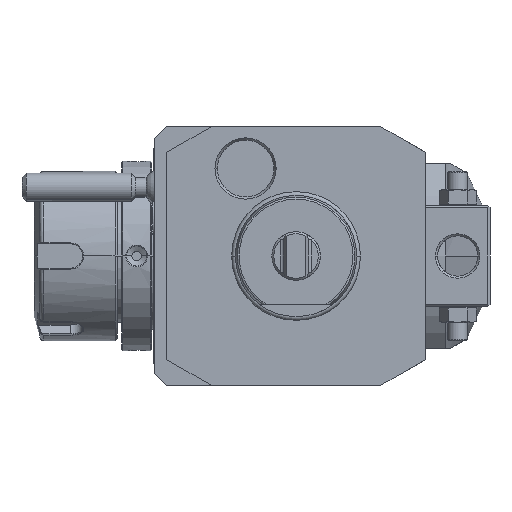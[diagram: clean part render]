
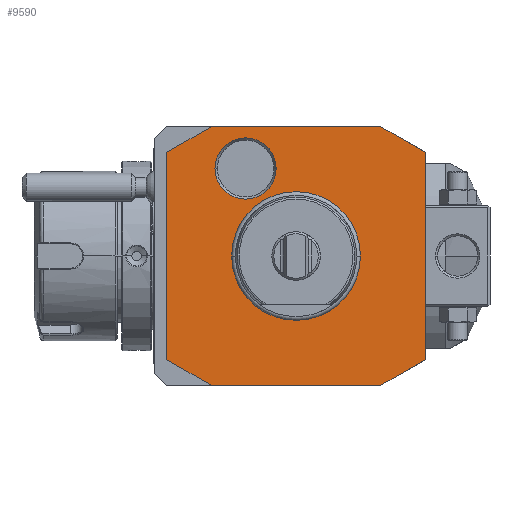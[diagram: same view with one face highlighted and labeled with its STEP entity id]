
A CAD part, front view. The second image highlights one B-rep face of the part: STEP entity #9590.
In plain terms, the highlighted planar face has unit normal (0, -1, 0).
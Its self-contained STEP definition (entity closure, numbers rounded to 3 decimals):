
#1=DIRECTION('',(0.866,0.,0.5));
#2=VECTOR('',#1,12.702);
#3=CARTESIAN_POINT('',(-32.,0.,25.649));
#4=LINE('',#3,#2);
#5=DIRECTION('',(-1.,0.,0.));
#6=VECTOR('',#5,42.);
#7=CARTESIAN_POINT('',(21.,0.,32.));
#8=LINE('',#7,#6);
#9=DIRECTION('',(-0.866,0.,0.5));
#10=VECTOR('',#9,12.702);
#11=CARTESIAN_POINT('',(32.,0.,25.649));
#12=LINE('',#11,#10);
#13=DIRECTION('',(0.,0.,1.));
#14=VECTOR('',#13,51.298);
#15=CARTESIAN_POINT('',(32.,0.,-25.649));
#16=LINE('',#15,#14);
#17=DIRECTION('',(0.866,0.,0.5));
#18=VECTOR('',#17,12.702);
#19=CARTESIAN_POINT('',(21.,0.,-32.));
#20=LINE('',#19,#18);
#21=DIRECTION('',(1.,0.,0.));
#22=VECTOR('',#21,42.);
#23=CARTESIAN_POINT('',(-21.,0.,-32.));
#24=LINE('',#23,#22);
#25=DIRECTION('',(-0.866,0.,0.5));
#26=VECTOR('',#25,12.702);
#27=CARTESIAN_POINT('',(-21.,0.,-32.));
#28=LINE('',#27,#26);
#29=DIRECTION('',(0.,0.,-1.));
#30=VECTOR('',#29,51.298);
#31=CARTESIAN_POINT('',(-32.,0.,25.649));
#32=LINE('',#31,#30);
#33=CARTESIAN_POINT('',(-12.5,0.,21.651));
#34=DIRECTION('',(0.,1.,0.));
#35=DIRECTION('',(1.,0.,0.));
#36=AXIS2_PLACEMENT_3D('',#33,#34,#35);
#38=CARTESIAN_POINT('',(-12.5,0.,21.651));
#39=DIRECTION('',(0.,1.,0.));
#40=DIRECTION('',(-1.,0.,0.));
#41=AXIS2_PLACEMENT_3D('',#38,#39,#40);
#7257=CARTESIAN_POINT('',(0.,0.,0.));
#7258=DIRECTION('',(0.,-1.,0.));
#7259=DIRECTION('',(1.,0.,0.));
#7260=AXIS2_PLACEMENT_3D('',#7257,#7258,#7259);
#7262=CARTESIAN_POINT('',(0.,0.,0.));
#7263=DIRECTION('',(0.,-1.,0.));
#7264=DIRECTION('',(-1.,0.,0.));
#7265=AXIS2_PLACEMENT_3D('',#7262,#7263,#7264);
#8621=CARTESIAN_POINT('',(-4.923,0.,
21.651));
#8622=CARTESIAN_POINT('',(-20.077,0.,
21.651));
#8623=VERTEX_POINT('',#8621);
#8624=VERTEX_POINT('',#8622);
#9409=CARTESIAN_POINT('',(21.,0.,-32.));
#9410=CARTESIAN_POINT('',(32.,0.,-25.649));
#9411=VERTEX_POINT('',#9409);
#9412=VERTEX_POINT('',#9410);
#9413=CARTESIAN_POINT('',(32.,0.,25.649));
#9414=VERTEX_POINT('',#9413);
#9415=CARTESIAN_POINT('',(21.,0.,32.));
#9416=VERTEX_POINT('',#9415);
#9417=CARTESIAN_POINT('',(-32.,0.,25.649));
#9418=CARTESIAN_POINT('',(-21.,0.,32.));
#9419=VERTEX_POINT('',#9417);
#9420=VERTEX_POINT('',#9418);
#9421=CARTESIAN_POINT('',(-21.,0.,-32.));
#9422=CARTESIAN_POINT('',(-32.,0.,-25.649));
#9423=VERTEX_POINT('',#9421);
#9424=VERTEX_POINT('',#9422);
#9433=CARTESIAN_POINT('',(15.783,0.,0.));
#9434=CARTESIAN_POINT('',(-15.783,0.,0.));
#9435=VERTEX_POINT('',#9433);
#9436=VERTEX_POINT('',#9434);
#9555=CARTESIAN_POINT('',(0.,0.,0.));
#9556=DIRECTION('',(0.,-1.,0.));
#9557=DIRECTION('',(-1.,0.,0.));
#9558=AXIS2_PLACEMENT_3D('',#9555,#9556,#9557);
#9559=PLANE('',#9558);
#9561=ORIENTED_EDGE('',*,*,#9560,.T.);
#9563=ORIENTED_EDGE('',*,*,#9562,.F.);
#9565=ORIENTED_EDGE('',*,*,#9564,.F.);
#9567=ORIENTED_EDGE('',*,*,#9566,.F.);
#9569=ORIENTED_EDGE('',*,*,#9568,.F.);
#9571=ORIENTED_EDGE('',*,*,#9570,.F.);
#9573=ORIENTED_EDGE('',*,*,#9572,.T.);
#9575=ORIENTED_EDGE('',*,*,#9574,.F.);
#9576=EDGE_LOOP('',(#9561,#9563,#9565,#9567,#9569,#9571,#9573,#9575));
#9577=FACE_OUTER_BOUND('',#9576,.F.);
#9579=ORIENTED_EDGE('',*,*,#9578,.T.);
#9581=ORIENTED_EDGE('',*,*,#9580,.T.);
#9582=EDGE_LOOP('',(#9579,#9581));
#9583=FACE_BOUND('',#9582,.F.);
#9585=ORIENTED_EDGE('',*,*,#9584,.F.);
#9587=ORIENTED_EDGE('',*,*,#9586,.F.);
#9588=EDGE_LOOP('',(#9585,#9587));
#9589=FACE_BOUND('',#9588,.F.);
#37=CIRCLE('',#36,7.577);
#42=CIRCLE('',#41,7.577);
#7261=CIRCLE('',#7260,15.783);
#7266=CIRCLE('',#7265,15.783);
#9560=EDGE_CURVE('',#9419,#9420,#4,.T.);
#9562=EDGE_CURVE('',#9416,#9420,#8,.T.);
#9564=EDGE_CURVE('',#9414,#9416,#12,.T.);
#9566=EDGE_CURVE('',#9412,#9414,#16,.T.);
#9568=EDGE_CURVE('',#9411,#9412,#20,.T.);
#9570=EDGE_CURVE('',#9423,#9411,#24,.T.);
#9572=EDGE_CURVE('',#9423,#9424,#28,.T.);
#9574=EDGE_CURVE('',#9419,#9424,#32,.T.);
#9578=EDGE_CURVE('',#9435,#9436,#7261,.T.);
#9580=EDGE_CURVE('',#9436,#9435,#7266,.T.);
#9584=EDGE_CURVE('',#8623,#8624,#37,.T.);
#9586=EDGE_CURVE('',#8624,#8623,#42,.T.);
#9590=ADVANCED_FACE('',(#9577,#9583,#9589),#9559,.T.);
